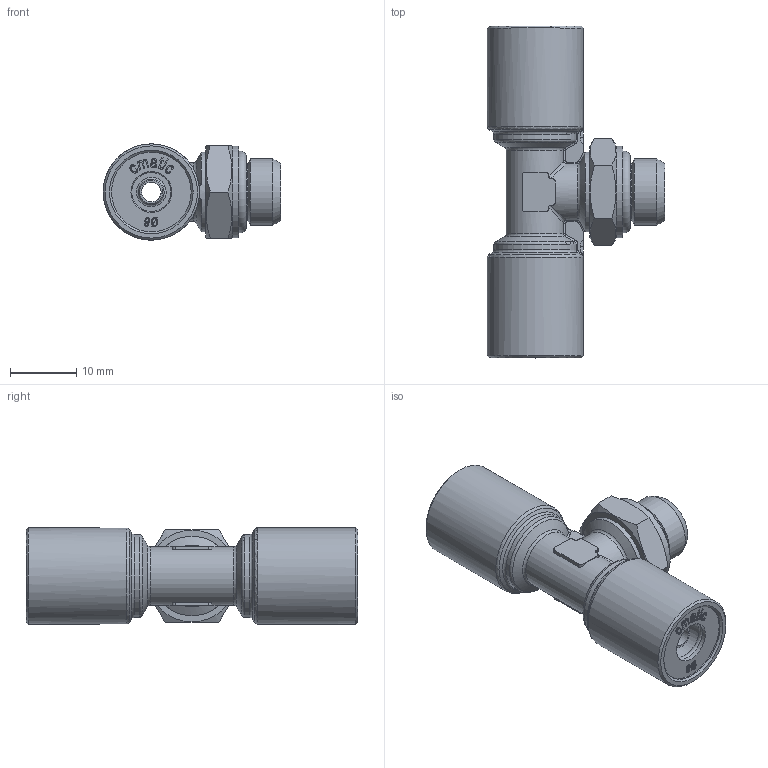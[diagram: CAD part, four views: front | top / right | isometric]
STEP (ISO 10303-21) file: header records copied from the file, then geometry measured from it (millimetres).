
FILE_DESCRIPTION(( 'MAF.21.06.M10X1.stp' ), '1');
FILE_NAME( 'MAF.21.06.M10X1.stp', '2021-02-19T15:26:59',( 'Sopra'),('sopra-pneumatic.com'), 'SwSTEP 2.0','SolidWorks 2009','' );
FILE_SCHEMA( ( 'CONFIG_CONTROL_DESIGN' ) );
Length unit declared in the file: millimetre
Products named in the file (1): Rivoluzione2
Bounding box: 26.75 x 50 x 14.5 mm (x, y, z)
Volume: 6555.4 mm3; surface area: 5186.9 mm2
Topology: 1 solids, 1 shells, 451 faces, 1176 edges, 764 vertices
Faces by surface type: bspline 184, plane 174, cylinder 55, cone 19, torus 19
Full cylindrical faces by diameter (mm): 2.95 x2, 3.85 x2, 4 x1, 6 x1, 6.15 x4, 8.5 x1, 10 x1, 12 x3, 13.8 x1, 14.5 x2
Entity records: 21828 total; most frequent: CARTESIAN_POINT 12221, ORIENTED_EDGE 2258, DIRECTION 1402, EDGE_CURVE 1129, VERTEX_POINT 754, LINE 540, VECTOR 540, EDGE_LOOP 528
